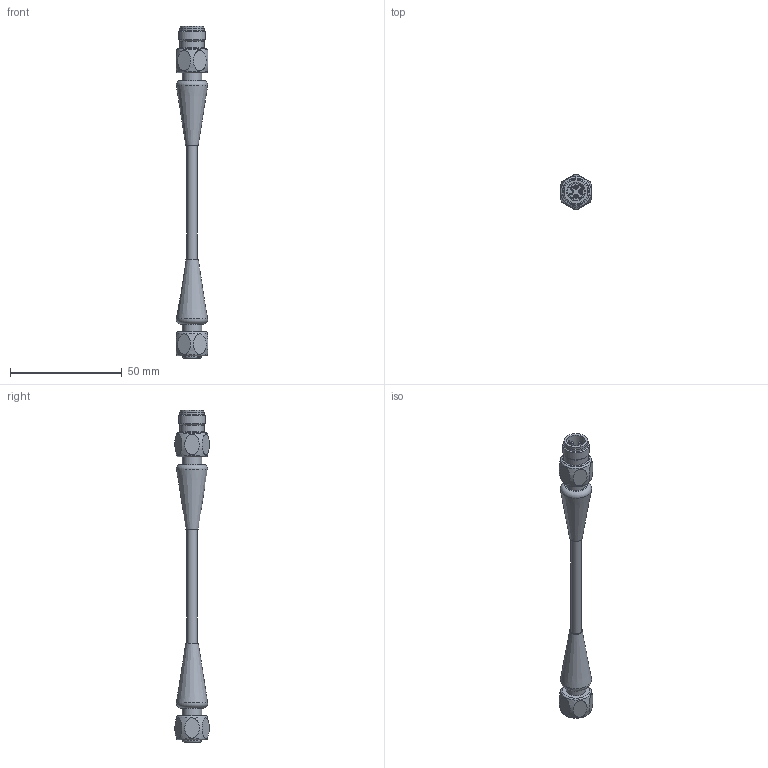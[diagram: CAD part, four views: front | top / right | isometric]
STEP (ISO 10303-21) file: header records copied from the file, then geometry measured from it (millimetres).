
FILE_DESCRIPTION(/* description */ (''),/* implementation_level */ '2;1');
FILE_NAME(/* name */ 'FB-WAK3-1_FB-WAS3_S3930.stp',/* time_stamp */ '2014-09-24T10:02:20+02:00',/* author */ (''),/* organization */ (''),/* preprocessor_version */ 'ST-DEVELOPER v14',/* originating_system */ 'SIEMENS PLM Software NX 8.0',/* authorisation */ '');
FILE_SCHEMA (('AUTOMOTIVE_DESIGN { 1 0 10303 214 3 1 1 1 }'));
Length unit declared in the file: millimetre
Products named in the file (1): 5012192__Leitung_D_4_4_ohne_Litzen_part_81320
Bounding box: 14 x 15.39 x 148.49 mm (x, y, z)
Surface area: 5617.5 mm2 (no closed solid volume)
Topology: 0 solids, 1 shells, 155 faces, 360 edges, 233 vertices
Faces by surface type: cylinder 58, plane 57, torus 20, cone 9, sphere 9, bspline 2
Full cylindrical faces by diameter (mm): 1 x3, 4.6 x1, 8.3 x1, 8.7 x2, 10.5 x1, 10.8 x2, 10.95 x1, 11.9 x1
Entity records: 4440 total; most frequent: CARTESIAN_POINT 1039, DIRECTION 762, ORIENTED_EDGE 584, AXIS2_PLACEMENT_3D 327, EDGE_CURVE 292, EDGE_LOOP 222, VERTEX_POINT 206, CIRCLE 173
